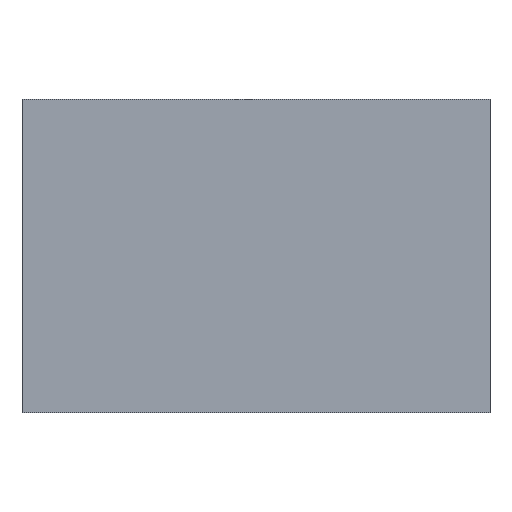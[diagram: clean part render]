
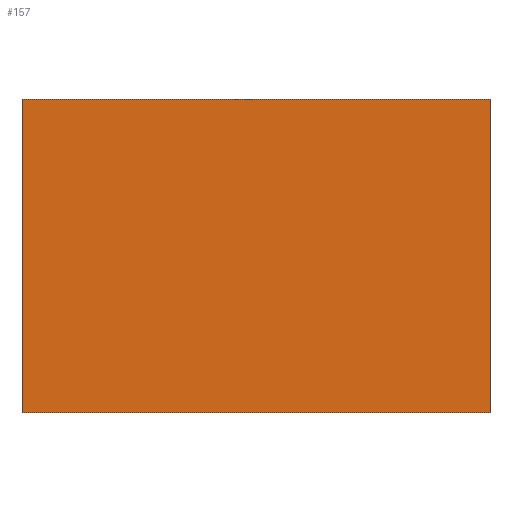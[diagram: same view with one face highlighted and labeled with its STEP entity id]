
A CAD part, left-side view. The second image highlights one B-rep face of the part: STEP entity #157.
In plain terms, the highlighted planar face has unit normal (-1, 0, 0).
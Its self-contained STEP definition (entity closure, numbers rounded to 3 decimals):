
#20=PLANE('',#192);
#28=FACE_OUTER_BOUND('',#36,.T.);
#36=EDGE_LOOP('',(#122,#123,#124,#125));
#52=LINE('',#263,#66);
#53=LINE('',#266,#67);
#54=LINE('',#268,#68);
#55=LINE('',#269,#69);
#66=VECTOR('',#222,10.);
#67=VECTOR('',#225,10.);
#68=VECTOR('',#226,10.);
#69=VECTOR('',#227,10.);
#84=VERTEX_POINT('',#259);
#85=VERTEX_POINT('',#261);
#86=VERTEX_POINT('',#265);
#87=VERTEX_POINT('',#267);
#100=EDGE_CURVE('',#84,#85,#52,.T.);
#101=EDGE_CURVE('',#86,#84,#53,.T.);
#102=EDGE_CURVE('',#87,#85,#54,.T.);
#103=EDGE_CURVE('',#86,#87,#55,.T.);
#122=ORIENTED_EDGE('',*,*,#101,.T.);
#123=ORIENTED_EDGE('',*,*,#100,.T.);
#124=ORIENTED_EDGE('',*,*,#102,.F.);
#125=ORIENTED_EDGE('',*,*,#103,.F.);
#157=ADVANCED_FACE('',(#28),#20,.T.);
#192=AXIS2_PLACEMENT_3D('',#264,#223,#224);
#222=DIRECTION('',(0.,0.,1.));
#223=DIRECTION('center_axis',(-1.,0.,0.));
#224=DIRECTION('ref_axis',(0.,-1.,0.));
#225=DIRECTION('',(0.,-1.,0.));
#226=DIRECTION('',(0.,-1.,0.));
#227=DIRECTION('',(0.,0.,1.));
#259=CARTESIAN_POINT('',(-25.,0.,0.));
#261=CARTESIAN_POINT('',(-25.,0.,87.));
#263=CARTESIAN_POINT('',(-25.,0.,0.));
#264=CARTESIAN_POINT('Origin',(-25.,130.,0.));
#265=CARTESIAN_POINT('',(-25.,130.,0.));
#266=CARTESIAN_POINT('',(-25.,130.,0.));
#267=CARTESIAN_POINT('',(-25.,130.,87.));
#268=CARTESIAN_POINT('',(-25.,130.,87.));
#269=CARTESIAN_POINT('',(-25.,130.,0.));
